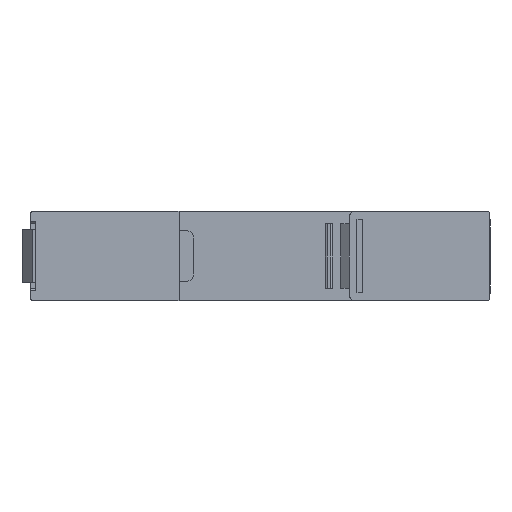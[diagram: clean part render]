
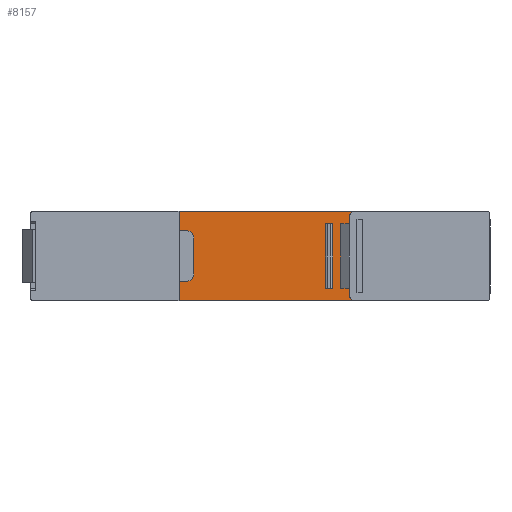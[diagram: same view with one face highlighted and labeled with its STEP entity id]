
A CAD part, front view. The second image highlights one B-rep face of the part: STEP entity #8157.
In plain terms, the highlighted planar face has unit normal (0, -1, 0).
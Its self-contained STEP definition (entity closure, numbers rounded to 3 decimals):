
#197 = DIRECTION ( 'NONE',  ( -1., 0., 0. ) ) ;
#282 = VERTEX_POINT ( 'NONE', #12489 ) ;
#440 = LINE ( 'NONE', #5569, #2702 ) ;
#526 = ORIENTED_EDGE ( 'NONE', *, *, #13207, .T. ) ;
#622 = CARTESIAN_POINT ( 'NONE',  ( 13.776, -22.784, 5.5 ) ) ;
#829 = VERTEX_POINT ( 'NONE', #10320 ) ;
#880 = CARTESIAN_POINT ( 'NONE',  ( 46.086, -22.784, 127.82 ) ) ;
#1036 = PLANE ( 'NONE',  #15890 ) ;
#1372 = EDGE_CURVE ( 'NONE', #8725, #20923, #5001, .T. ) ;
#1389 = DIRECTION ( 'NONE',  ( 0., 0., 1. ) ) ;
#1459 = EDGE_CURVE ( 'NONE', #17633, #6563, #15644, .T. ) ;
#1837 = VERTEX_POINT ( 'NONE', #5596 ) ;
#1928 = CARTESIAN_POINT ( 'NONE',  ( 46.086, -22.784, 16.5 ) ) ;
#2205 = CIRCLE ( 'NONE', #16894, 1. ) ;
#2578 = DIRECTION ( 'NONE',  ( 0., 1., 0. ) ) ;
#2594 = LINE ( 'NONE', #5893, #18616 ) ;
#2702 = VECTOR ( 'NONE', #18897, 1000. ) ;
#2723 = CARTESIAN_POINT ( 'NONE',  ( 12.592, -22.784, 5.25 ) ) ;
#3197 = DIRECTION ( 'NONE',  ( -1., 0., 0. ) ) ;
#3307 = VERTEX_POINT ( 'NONE', #13835 ) ;
#3448 = DIRECTION ( 'NONE',  ( -1., 0., 0. ) ) ;
#3580 = VERTEX_POINT ( 'NONE', #9113 ) ;
#3660 = VECTOR ( 'NONE', #9385, 1000. ) ;
#4564 = CARTESIAN_POINT ( 'NONE',  ( 13.776, -22.784, 12.25 ) ) ;
#4962 = EDGE_CURVE ( 'NONE', #20923, #15458, #9280, .T. ) ;
#5001 = LINE ( 'NONE', #19740, #15983 ) ;
#5192 = AXIS2_PLACEMENT_3D ( 'NONE', #20120, #20428, #13587 ) ;
#5363 = EDGE_CURVE ( 'NONE', #5677, #17633, #7602, .T. ) ;
#5569 = CARTESIAN_POINT ( 'NONE',  ( 41.336, -22.784, 2.4 ) ) ;
#5596 = CARTESIAN_POINT ( 'NONE',  ( 42.836, -22.784, 15.1 ) ) ;
#5636 = VECTOR ( 'NONE', #1389, 1000. ) ;
#5677 = VERTEX_POINT ( 'NONE', #8539 ) ;
#5696 = EDGE_CURVE ( 'NONE', #1837, #3307, #16250, .T. ) ;
#5795 = ORIENTED_EDGE ( 'NONE', *, *, #1372, .T. ) ;
#5893 = CARTESIAN_POINT ( 'NONE',  ( 42.836, -22.784, -90.599 ) ) ;
#5910 = DIRECTION ( 'NONE',  ( -1., 0., 0. ) ) ;
#5921 = VECTOR ( 'NONE', #9666, 1000. ) ;
#6066 = ORIENTED_EDGE ( 'NONE', *, *, #8521, .T. ) ;
#6188 = VECTOR ( 'NONE', #5910, 1000. ) ;
#6328 = ORIENTED_EDGE ( 'NONE', *, *, #13377, .T. ) ;
#6541 = ORIENTED_EDGE ( 'NONE', *, *, #15052, .T. ) ;
#6563 = VERTEX_POINT ( 'NONE', #16942 ) ;
#6670 = ORIENTED_EDGE ( 'NONE', *, *, #4962, .T. ) ;
#6729 = EDGE_CURVE ( 'NONE', #6563, #829, #11036, .T. ) ;
#6940 = VERTEX_POINT ( 'NONE', #14496 ) ;
#6985 = ORIENTED_EDGE ( 'NONE', *, *, #13598, .F. ) ;
#7271 = DIRECTION ( 'NONE',  ( 0., 0., -1. ) ) ;
#7392 = EDGE_CURVE ( 'NONE', #3580, #282, #7971, .T. ) ;
#7598 = CARTESIAN_POINT ( 'NONE',  ( 48.72, -22.784, 127.82 ) ) ;
#7602 = LINE ( 'NONE', #14085, #17741 ) ;
#7604 = VECTOR ( 'NONE', #3448, 1000. ) ;
#7913 = DIRECTION ( 'NONE',  ( 0., 0., -1. ) ) ;
#7971 = LINE ( 'NONE', #19452, #7604 ) ;
#8048 = EDGE_CURVE ( 'NONE', #18466, #8725, #2205, .T. ) ;
#8157 = ADVANCED_FACE ( 'NONE', ( #13750, #15722 ), #1036, .T. ) ;
#8337 = DIRECTION ( 'NONE',  ( 0., 1., 0. ) ) ;
#8436 = CARTESIAN_POINT ( 'NONE',  ( 41.336, -22.784, 15.1 ) ) ;
#8521 = EDGE_CURVE ( 'NONE', #6940, #3307, #13112, .T. ) ;
#8539 = CARTESIAN_POINT ( 'NONE',  ( 14.026, -22.784, 12. ) ) ;
#8641 = VERTEX_POINT ( 'NONE', #11852 ) ;
#8725 = VERTEX_POINT ( 'NONE', #10469 ) ;
#8907 = ORIENTED_EDGE ( 'NONE', *, *, #1459, .T. ) ;
#8977 = DIRECTION ( 'NONE',  ( 0., 0., -1. ) ) ;
#9107 = CIRCLE ( 'NONE', #11804, 0.25 ) ;
#9113 = CARTESIAN_POINT ( 'NONE',  ( 47.086, -22.784, 0. ) ) ;
#9280 = LINE ( 'NONE', #15794, #3660 ) ;
#9385 = DIRECTION ( 'NONE',  ( 0., 0., -1. ) ) ;
#9666 = DIRECTION ( 'NONE',  ( 0., 0., -1. ) ) ;
#9695 = ORIENTED_EDGE ( 'NONE', *, *, #6729, .T. ) ;
#9888 = VECTOR ( 'NONE', #17404, 1000. ) ;
#10211 = CARTESIAN_POINT ( 'NONE',  ( 12.592, -22.784, 17.5 ) ) ;
#10320 = CARTESIAN_POINT ( 'NONE',  ( 12.592, -22.784, 5.25 ) ) ;
#10444 = EDGE_CURVE ( 'NONE', #11881, #5677, #9107, .T. ) ;
#10469 = CARTESIAN_POINT ( 'NONE',  ( 47.086, -22.784, 17.5 ) ) ;
#10807 = VECTOR ( 'NONE', #15696, 1000. ) ;
#11036 = LINE ( 'NONE', #2723, #6188 ) ;
#11135 = EDGE_LOOP ( 'NONE', ( #6541, #16690, #17868, #8907, #9695, #6328, #19246, #526, #13582, #19183, #5795, #6670 ) ) ;
#11508 = AXIS2_PLACEMENT_3D ( 'NONE', #622, #2578, #7271 ) ;
#11804 = AXIS2_PLACEMENT_3D ( 'NONE', #16247, #14726, #7913 ) ;
#11837 = CARTESIAN_POINT ( 'NONE',  ( 14.026, -22.784, 5.5 ) ) ;
#11852 = CARTESIAN_POINT ( 'NONE',  ( 46.086, -22.784, 1. ) ) ;
#11881 = VERTEX_POINT ( 'NONE', #4564 ) ;
#11952 = CARTESIAN_POINT ( 'NONE',  ( 47.086, -22.784, 16.5 ) ) ;
#12489 = CARTESIAN_POINT ( 'NONE',  ( 12.592, -22.784, 0. ) ) ;
#13112 = LINE ( 'NONE', #14743, #5636 ) ;
#13207 = EDGE_CURVE ( 'NONE', #3580, #8641, #18587, .T. ) ;
#13377 = EDGE_CURVE ( 'NONE', #829, #282, #14657, .T. ) ;
#13499 = CARTESIAN_POINT ( 'NONE',  ( 42.836, -22.784, 2.4 ) ) ;
#13582 = ORIENTED_EDGE ( 'NONE', *, *, #16274, .F. ) ;
#13587 = DIRECTION ( 'NONE',  ( 0., 0., 1. ) ) ;
#13598 = EDGE_CURVE ( 'NONE', #17212, #1837, #2594, .T. ) ;
#13618 = ORIENTED_EDGE ( 'NONE', *, *, #20548, .T. ) ;
#13750 = FACE_OUTER_BOUND ( 'NONE', #11135, .T. ) ;
#13835 = CARTESIAN_POINT ( 'NONE',  ( 41.336, -22.784, 15.1 ) ) ;
#13949 = CARTESIAN_POINT ( 'NONE',  ( 13.776, -22.784, 12.25 ) ) ;
#14083 = DIRECTION ( 'NONE',  ( 0., -1., 0. ) ) ;
#14085 = CARTESIAN_POINT ( 'NONE',  ( 14.026, -22.784, 5.5 ) ) ;
#14194 = DIRECTION ( 'NONE',  ( 0., 0., -1. ) ) ;
#14496 = CARTESIAN_POINT ( 'NONE',  ( 41.336, -22.784, 2.4 ) ) ;
#14657 = LINE ( 'NONE', #17816, #5921 ) ;
#14726 = DIRECTION ( 'NONE',  ( 0., 1., 0. ) ) ;
#14743 = CARTESIAN_POINT ( 'NONE',  ( 41.336, -22.784, -90.599 ) ) ;
#14842 = DIRECTION ( 'NONE',  ( 0., 0., 1. ) ) ;
#15052 = EDGE_CURVE ( 'NONE', #15458, #11881, #20561, .T. ) ;
#15458 = VERTEX_POINT ( 'NONE', #17401 ) ;
#15644 = CIRCLE ( 'NONE', #11508, 0.25 ) ;
#15696 = DIRECTION ( 'NONE',  ( 1., 0., 0. ) ) ;
#15722 = FACE_BOUND ( 'NONE', #16820, .T. ) ;
#15766 = LINE ( 'NONE', #880, #9888 ) ;
#15794 = CARTESIAN_POINT ( 'NONE',  ( 12.592, -22.784, 127.82 ) ) ;
#15890 = AXIS2_PLACEMENT_3D ( 'NONE', #7598, #14083, #8977 ) ;
#15983 = VECTOR ( 'NONE', #197, 1000. ) ;
#16247 = CARTESIAN_POINT ( 'NONE',  ( 13.776, -22.784, 12. ) ) ;
#16250 = LINE ( 'NONE', #8436, #20220 ) ;
#16261 = DIRECTION ( 'NONE',  ( 0., 0., 1. ) ) ;
#16274 = EDGE_CURVE ( 'NONE', #18466, #8641, #15766, .T. ) ;
#16690 = ORIENTED_EDGE ( 'NONE', *, *, #10444, .T. ) ;
#16820 = EDGE_LOOP ( 'NONE', ( #6066, #17011, #6985, #13618 ) ) ;
#16894 = AXIS2_PLACEMENT_3D ( 'NONE', #11952, #8337, #14842 ) ;
#16942 = CARTESIAN_POINT ( 'NONE',  ( 13.776, -22.784, 5.25 ) ) ;
#17011 = ORIENTED_EDGE ( 'NONE', *, *, #5696, .F. ) ;
#17212 = VERTEX_POINT ( 'NONE', #13499 ) ;
#17401 = CARTESIAN_POINT ( 'NONE',  ( 12.592, -22.784, 12.25 ) ) ;
#17404 = DIRECTION ( 'NONE',  ( 0., 0., -1. ) ) ;
#17633 = VERTEX_POINT ( 'NONE', #11837 ) ;
#17741 = VECTOR ( 'NONE', #14194, 1000. ) ;
#17816 = CARTESIAN_POINT ( 'NONE',  ( 12.592, -22.784, 127.82 ) ) ;
#17868 = ORIENTED_EDGE ( 'NONE', *, *, #5363, .T. ) ;
#18466 = VERTEX_POINT ( 'NONE', #1928 ) ;
#18587 = CIRCLE ( 'NONE', #5192, 1. ) ;
#18616 = VECTOR ( 'NONE', #16261, 1000. ) ;
#18897 = DIRECTION ( 'NONE',  ( -1., 0., 0. ) ) ;
#19183 = ORIENTED_EDGE ( 'NONE', *, *, #8048, .T. ) ;
#19246 = ORIENTED_EDGE ( 'NONE', *, *, #7392, .F. ) ;
#19452 = CARTESIAN_POINT ( 'NONE',  ( 48.72, -22.784, 0. ) ) ;
#19740 = CARTESIAN_POINT ( 'NONE',  ( 48.72, -22.784, 17.5 ) ) ;
#20120 = CARTESIAN_POINT ( 'NONE',  ( 47.086, -22.784, 1. ) ) ;
#20220 = VECTOR ( 'NONE', #3197, 1000. ) ;
#20428 = DIRECTION ( 'NONE',  ( 0., 1., 0. ) ) ;
#20548 = EDGE_CURVE ( 'NONE', #17212, #6940, #440, .T. ) ;
#20561 = LINE ( 'NONE', #13949, #10807 ) ;
#20923 = VERTEX_POINT ( 'NONE', #10211 ) ;
